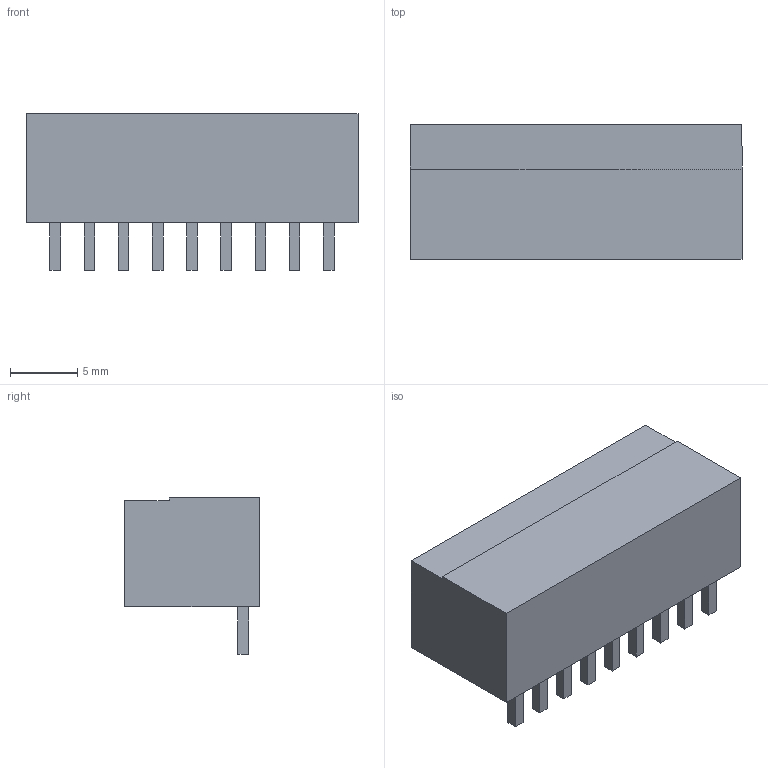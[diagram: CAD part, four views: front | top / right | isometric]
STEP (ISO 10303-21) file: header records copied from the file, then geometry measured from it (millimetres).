
FILE_DESCRIPTION (( 'STEP AP214' ), '1' );
FILE_NAME ('KF2EDGR-2.54-09P.STEP', '2021-04-08T16:14:27', ( '' ), ( '' ), 'SwSTEP 2.0', 'SolidWorks 2018', '' );
FILE_SCHEMA (( 'AUTOMOTIVE_DESIGN' ));
Length unit declared in the file: millimetre
Products named in the file (1): KF2EDGR-2.54-09P
Bounding box: 24.66 x 10 x 11.6 mm (x, y, z)
Volume: 1368.6 mm3; surface area: 1868.9 mm2
Topology: 1 solids, 1 shells, 175 faces, 462 edges, 308 vertices
Faces by surface type: plane 175
Entity records: 7255 total; most frequent: CARTESIAN_POINT 946, ORIENTED_EDGE 924, DIRECTION 814, EDGE_CURVE 462, VECTOR 462, LINE 462, VERTEX_POINT 308, EDGE_LOOP 194
